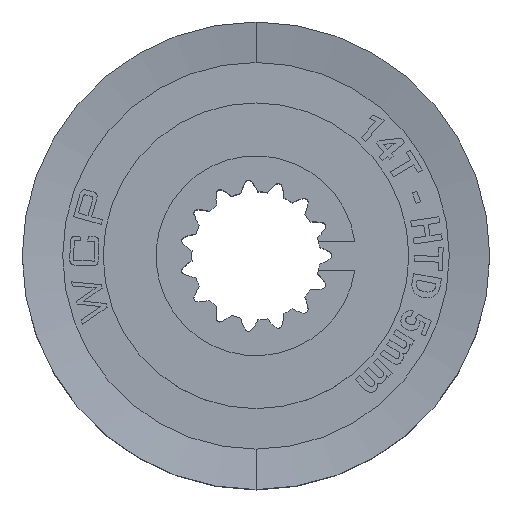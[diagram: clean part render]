
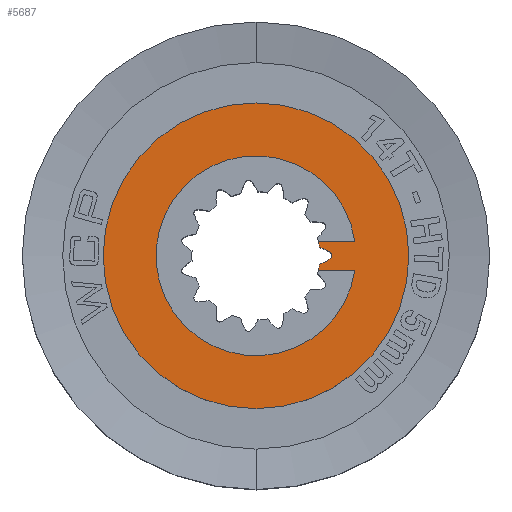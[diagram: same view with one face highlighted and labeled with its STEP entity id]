
A CAD part, top view. The second image highlights one B-rep face of the part: STEP entity #5687.
In plain terms, the highlighted planar face has unit normal (0, 0, 1).
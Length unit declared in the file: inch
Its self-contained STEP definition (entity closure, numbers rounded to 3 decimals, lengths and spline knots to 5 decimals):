
#24 = VERTEX_POINT ( 'NONE', #7780 ) ;
#125 = VECTOR ( 'NONE', #7757, 39.37008 ) ;
#260 = CARTESIAN_POINT ( 'NONE',  ( 0.16605, 0.00014, 0.27141 ) ) ;
#342 = CARTESIAN_POINT ( 'NONE',  ( 0.14424, -0.01707, 0.27141 ) ) ;
#482 = CARTESIAN_POINT ( 'NONE',  ( 0., 0., 0.27141 ) ) ;
#707 = DIRECTION ( 'NONE',  ( 1., 0., 0. ) ) ;
#906 = EDGE_CURVE ( 'NONE', #11047, #24, #11460, .T. ) ;
#1026 = CARTESIAN_POINT ( 'NONE',  ( 0.13916, 0.0188, 0.27141 ) ) ;
#1235 = CARTESIAN_POINT ( 'NONE',  ( 0.33465, 0., 0.27141 ) ) ;
#1540 = CARTESIAN_POINT ( 'NONE',  ( 0.15198, -0.01348, 0.27141 ) ) ;
#1621 = CARTESIAN_POINT ( 'NONE',  ( 0.16289, -0.00673, 0.27141 ) ) ;
#1665 = CARTESIAN_POINT ( 'NONE',  ( 0.13691, -0.03125, 0.27141 ) ) ;
#1703 = CARTESIAN_POINT ( 'NONE',  ( 0.16475, -0.00464, 0.27141 ) ) ;
#1868 = CIRCLE ( 'NONE', #11384, 0.33465 ) ;
#2009 = B_SPLINE_CURVE_WITH_KNOTS ( 'NONE', 3,
 ( #8078, #4166, #10649, #342, #13313, #1540, #3995, #11769, #1621, #6720, #1703, #9277, #11941, #11858, #5355, #10566, #4250, #260, #6800, #14498, #9366, #5439, #10479, #9196, #11685, #14415, #2726, #14586, #14332, #2898, #7905, #12024, #9454 ),
 .UNSPECIFIED., .F., .F.,
 ( 4, 1, 1, 1, 1, 1, 1, 1, 1, 1, 1, 1, 1, 1, 1, 1, 1, 1, 1, 1, 1, 1, 1, 1, 1, 1, 1, 1, 1, 1, 4 ),
 ( 0.0844, 0.1033, 0.14752, 0.19664, 0.25065, 0.30956, 0.37336, 0.41859, 0.42978, 0.44097, 0.45216, 0.46335, 0.47455, 0.49657, 0.49828, 0.5, 0.50172, 0.50343, 0.52545, 0.53665, 0.54784, 0.55903, 0.57022, 0.58141, 0.62664, 0.69044, 0.74935, 0.80336, 0.85248, 0.8967, 0.9156 ),
 .UNSPECIFIED. ) ;
#2032 = DIRECTION ( 'NONE',  ( -1., 0., 0. ) ) ;
#2162 = EDGE_CURVE ( 'NONE', #24, #11047, #1868, .T. ) ;
#2446 = ORIENTED_EDGE ( 'NONE', *, *, #4224, .T. ) ;
#2726 = CARTESIAN_POINT ( 'NONE',  ( 0.15623, 0.01109, 0.27141 ) ) ;
#2898 = CARTESIAN_POINT ( 'NONE',  ( 0.14424, 0.01707, 0.27141 ) ) ;
#3123 = EDGE_CURVE ( 'NONE', #6378, #6924, #7258, .T. ) ;
#3695 = LINE ( 'NONE', #10431, #11323 ) ;
#3829 = AXIS2_PLACEMENT_3D ( 'NONE', #8361, #13593, #707 ) ;
#3841 = LINE ( 'NONE', #9044, #125 ) ;
#3995 = CARTESIAN_POINT ( 'NONE',  ( 0.15623, -0.01109, 0.27141 ) ) ;
#4166 = CARTESIAN_POINT ( 'NONE',  ( 0.13966, -0.01865, 0.27141 ) ) ;
#4224 = EDGE_CURVE ( 'NONE', #9253, #6924, #3695, .T. ) ;
#4250 = CARTESIAN_POINT ( 'NONE',  ( 0.16605, 0., 0.27141 ) ) ;
#4381 = DIRECTION ( 'NONE',  ( 0., 0., 1. ) ) ;
#4575 = CARTESIAN_POINT ( 'NONE',  ( 0., 0., 0.27141 ) ) ;
#4597 = FACE_OUTER_BOUND ( 'NONE', #9548, .T. ) ;
#5248 = VERTEX_POINT ( 'NONE', #1026 ) ;
#5355 = CARTESIAN_POINT ( 'NONE',  ( 0.16605, -0.00084, 0.27141 ) ) ;
#5439 = CARTESIAN_POINT ( 'NONE',  ( 0.16522, 0.00384, 0.27141 ) ) ;
#5687 = ADVANCED_FACE ( 'NONE', ( #4597, #9637 ), #16387, .F. ) ;
#5760 = ORIENTED_EDGE ( 'NONE', *, *, #2162, .T. ) ;
#5793 = CARTESIAN_POINT ( 'NONE',  ( 0.13691, 0.03125, 0.27141 ) ) ;
#6173 = AXIS2_PLACEMENT_3D ( 'NONE', #10696, #9325, #12465 ) ;
#6366 = CIRCLE ( 'NONE', #6636, 0.14043 ) ;
#6378 = VERTEX_POINT ( 'NONE', #16234 ) ;
#6636 = AXIS2_PLACEMENT_3D ( 'NONE', #7213, #13961, #11230 ) ;
#6720 = CARTESIAN_POINT ( 'NONE',  ( 0.16419, -0.00538, 0.27141 ) ) ;
#6800 = CARTESIAN_POINT ( 'NONE',  ( 0.16605, 0.00084, 0.27141 ) ) ;
#6828 = DIRECTION ( 'NONE',  ( 0., 0., 1. ) ) ;
#6924 = VERTEX_POINT ( 'NONE', #15637 ) ;
#7087 = VERTEX_POINT ( 'NONE', #5793 ) ;
#7213 = CARTESIAN_POINT ( 'NONE',  ( 0., 0., 0.27141 ) ) ;
#7258 = CIRCLE ( 'NONE', #14635, 0.21875 ) ;
#7382 = CARTESIAN_POINT ( 'NONE',  ( 0.13916, -0.0188, 0.27141 ) ) ;
#7757 = DIRECTION ( 'NONE',  ( -1., 0., 0. ) ) ;
#7780 = CARTESIAN_POINT ( 'NONE',  ( -0.33465, 0., 0.27141 ) ) ;
#7905 = CARTESIAN_POINT ( 'NONE',  ( 0.14132, 0.01813, 0.27141 ) ) ;
#8078 = CARTESIAN_POINT ( 'NONE',  ( 0.13916, -0.0188, 0.27141 ) ) ;
#8361 = CARTESIAN_POINT ( 'NONE',  ( 0., 0., 0.27141 ) ) ;
#8487 = DIRECTION ( 'NONE',  ( 0., 0., 1. ) ) ;
#9044 = CARTESIAN_POINT ( 'NONE',  ( 0.10832, 0.03125, 0.27141 ) ) ;
#9196 = CARTESIAN_POINT ( 'NONE',  ( 0.16419, 0.00538, 0.27141 ) ) ;
#9253 = VERTEX_POINT ( 'NONE', #1665 ) ;
#9277 = CARTESIAN_POINT ( 'NONE',  ( 0.16522, -0.00384, 0.27141 ) ) ;
#9325 = DIRECTION ( 'NONE',  ( 0., 0., -1. ) ) ;
#9366 = CARTESIAN_POINT ( 'NONE',  ( 0.16559, 0.00299, 0.27141 ) ) ;
#9454 = CARTESIAN_POINT ( 'NONE',  ( 0.13916, 0.0188, 0.27141 ) ) ;
#9548 = EDGE_LOOP ( 'NONE', ( #11587, #5760 ) ) ;
#9637 = FACE_BOUND ( 'NONE', #13252, .T. ) ;
#9792 = ORIENTED_EDGE ( 'NONE', *, *, #11956, .F. ) ;
#10165 = AXIS2_PLACEMENT_3D ( 'NONE', #4575, #8487, #2032 ) ;
#10431 = CARTESIAN_POINT ( 'NONE',  ( 0.10832, -0.03125, 0.27141 ) ) ;
#10479 = CARTESIAN_POINT ( 'NONE',  ( 0.16475, 0.00464, 0.27141 ) ) ;
#10566 = CARTESIAN_POINT ( 'NONE',  ( 0.16605, -0.00014, 0.27141 ) ) ;
#10649 = CARTESIAN_POINT ( 'NONE',  ( 0.14132, -0.01813, 0.27141 ) ) ;
#10696 = CARTESIAN_POINT ( 'NONE',  ( 0., 0.33465, 0.27141 ) ) ;
#10851 = CARTESIAN_POINT ( 'NONE',  ( 0., 0., 0.27141 ) ) ;
#11047 = VERTEX_POINT ( 'NONE', #1235 ) ;
#11230 = DIRECTION ( 'NONE',  ( -1., 0., 0. ) ) ;
#11323 = VECTOR ( 'NONE', #12752, 39.37008 ) ;
#11384 = AXIS2_PLACEMENT_3D ( 'NONE', #10851, #6828, #13589 ) ;
#11414 = EDGE_CURVE ( 'NONE', #6378, #7087, #3841, .T. ) ;
#11460 = CIRCLE ( 'NONE', #3829, 0.33465 ) ;
#11587 = ORIENTED_EDGE ( 'NONE', *, *, #906, .T. ) ;
#11685 = CARTESIAN_POINT ( 'NONE',  ( 0.16289, 0.00673, 0.27141 ) ) ;
#11769 = CARTESIAN_POINT ( 'NONE',  ( 0.16007, -0.00852, 0.27141 ) ) ;
#11858 = CARTESIAN_POINT ( 'NONE',  ( 0.16594, -0.00181, 0.27141 ) ) ;
#11941 = CARTESIAN_POINT ( 'NONE',  ( 0.16559, -0.00299, 0.27141 ) ) ;
#11956 = EDGE_CURVE ( 'NONE', #9253, #15046, #13729, .T. ) ;
#12024 = CARTESIAN_POINT ( 'NONE',  ( 0.13966, 0.01865, 0.27141 ) ) ;
#12210 = ORIENTED_EDGE ( 'NONE', *, *, #12509, .F. ) ;
#12465 = DIRECTION ( 'NONE',  ( -1., 0., 0. ) ) ;
#12509 = EDGE_CURVE ( 'NONE', #15046, #5248, #2009, .T. ) ;
#12752 = DIRECTION ( 'NONE',  ( 1., 0., 0. ) ) ;
#13252 = EDGE_LOOP ( 'NONE', ( #13741, #15948, #15591, #12210, #9792, #2446 ) ) ;
#13313 = CARTESIAN_POINT ( 'NONE',  ( 0.14797, -0.01547, 0.27141 ) ) ;
#13509 = EDGE_CURVE ( 'NONE', #5248, #7087, #6366, .T. ) ;
#13589 = DIRECTION ( 'NONE',  ( 1., 0., 0. ) ) ;
#13593 = DIRECTION ( 'NONE',  ( 0., 0., 1. ) ) ;
#13729 = CIRCLE ( 'NONE', #10165, 0.14043 ) ;
#13741 = ORIENTED_EDGE ( 'NONE', *, *, #3123, .F. ) ;
#13961 = DIRECTION ( 'NONE',  ( 0., 0., 1. ) ) ;
#14332 = CARTESIAN_POINT ( 'NONE',  ( 0.14797, 0.01547, 0.27141 ) ) ;
#14415 = CARTESIAN_POINT ( 'NONE',  ( 0.16007, 0.00852, 0.27141 ) ) ;
#14498 = CARTESIAN_POINT ( 'NONE',  ( 0.16594, 0.00181, 0.27141 ) ) ;
#14586 = CARTESIAN_POINT ( 'NONE',  ( 0.15198, 0.01348, 0.27141 ) ) ;
#14635 = AXIS2_PLACEMENT_3D ( 'NONE', #482, #4381, #15834 ) ;
#15046 = VERTEX_POINT ( 'NONE', #7382 ) ;
#15591 = ORIENTED_EDGE ( 'NONE', *, *, #13509, .F. ) ;
#15637 = CARTESIAN_POINT ( 'NONE',  ( 0.21651, -0.03125, 0.27141 ) ) ;
#15834 = DIRECTION ( 'NONE',  ( 1., 0., 0. ) ) ;
#15948 = ORIENTED_EDGE ( 'NONE', *, *, #11414, .T. ) ;
#16234 = CARTESIAN_POINT ( 'NONE',  ( 0.21651, 0.03125, 0.27141 ) ) ;
#16387 = PLANE ( 'NONE',  #6173 ) ;
